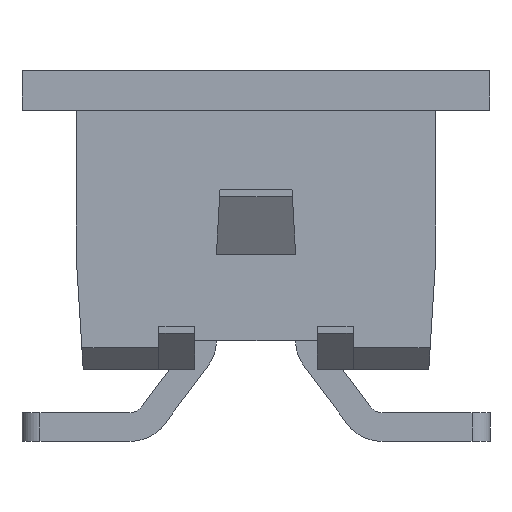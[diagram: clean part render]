
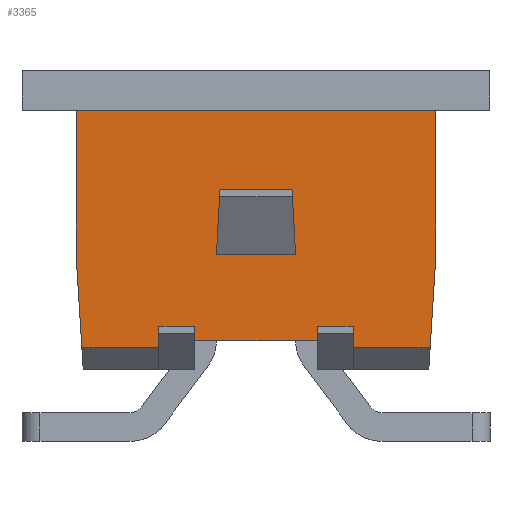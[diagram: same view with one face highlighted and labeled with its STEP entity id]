
A CAD part, left-side view. The second image highlights one B-rep face of the part: STEP entity #3365.
In plain terms, the highlighted planar face has unit normal (-1, 0, 0).
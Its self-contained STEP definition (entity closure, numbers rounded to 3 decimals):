
#183=ORIENTED_EDGE('',*,*,#1147,.T.);
#184=ORIENTED_EDGE('',*,*,#1127,.T.);
#185=ORIENTED_EDGE('',*,*,#1148,.F.);
#186=ORIENTED_EDGE('',*,*,#1135,.F.);
#187=ORIENTED_EDGE('',*,*,#1149,.T.);
#188=ORIENTED_EDGE('',*,*,#1150,.T.);
#189=ORIENTED_EDGE('',*,*,#1151,.F.);
#190=ORIENTED_EDGE('',*,*,#1152,.T.);
#191=ORIENTED_EDGE('',*,*,#1153,.F.);
#192=ORIENTED_EDGE('',*,*,#1154,.F.);
#193=ORIENTED_EDGE('',*,*,#1155,.T.);
#194=ORIENTED_EDGE('',*,*,#1156,.T.);
#195=ORIENTED_EDGE('',*,*,#1157,.F.);
#196=ORIENTED_EDGE('',*,*,#1158,.F.);
#197=ORIENTED_EDGE('',*,*,#1159,.F.);
#198=ORIENTED_EDGE('',*,*,#1160,.T.);
#199=ORIENTED_EDGE('',*,*,#1161,.T.);
#200=ORIENTED_EDGE('',*,*,#1162,.T.);
#1127=EDGE_CURVE('',#1607,#1608,#1939,.T.);
#1135=EDGE_CURVE('',#1613,#1614,#1947,.T.);
#1147=EDGE_CURVE('',#1613,#1607,#1959,.T.);
#1148=EDGE_CURVE('',#1614,#1608,#1960,.T.);
#1149=EDGE_CURVE('',#1623,#1624,#1961,.T.);
#1150=EDGE_CURVE('',#1624,#1625,#1962,.T.);
#1151=EDGE_CURVE('',#1626,#1625,#1963,.T.);
#1152=EDGE_CURVE('',#1626,#1627,#1964,.T.);
#1153=EDGE_CURVE('',#1628,#1627,#1965,.T.);
#1154=EDGE_CURVE('',#1629,#1628,#1966,.T.);
#1155=EDGE_CURVE('',#1629,#1630,#1967,.T.);
#1156=EDGE_CURVE('',#1630,#1631,#1968,.T.);
#1157=EDGE_CURVE('',#1632,#1631,#1969,.T.);
#1158=EDGE_CURVE('',#1633,#1632,#1970,.T.);
#1159=EDGE_CURVE('',#1634,#1633,#1971,.T.);
#1160=EDGE_CURVE('',#1634,#1635,#1972,.T.);
#1161=EDGE_CURVE('',#1635,#1636,#1973,.T.);
#1162=EDGE_CURVE('',#1636,#1623,#1974,.T.);
#1607=VERTEX_POINT('',#4763);
#1608=VERTEX_POINT('',#4764);
#1613=VERTEX_POINT('',#4778);
#1614=VERTEX_POINT('',#4780);
#1623=VERTEX_POINT('',#4807);
#1624=VERTEX_POINT('',#4808);
#1625=VERTEX_POINT('',#4810);
#1626=VERTEX_POINT('',#4812);
#1627=VERTEX_POINT('',#4814);
#1628=VERTEX_POINT('',#4816);
#1629=VERTEX_POINT('',#4818);
#1630=VERTEX_POINT('',#4820);
#1631=VERTEX_POINT('',#4822);
#1632=VERTEX_POINT('',#4824);
#1633=VERTEX_POINT('',#4826);
#1634=VERTEX_POINT('',#4828);
#1635=VERTEX_POINT('',#4830);
#1636=VERTEX_POINT('',#4832);
#1939=LINE('',#4762,#2401);
#1947=LINE('',#4779,#2409);
#1959=LINE('',#4804,#2421);
#1960=LINE('',#4805,#2422);
#1961=LINE('',#4806,#2423);
#1962=LINE('',#4809,#2424);
#1963=LINE('',#4811,#2425);
#1964=LINE('',#4813,#2426);
#1965=LINE('',#4815,#2427);
#1966=LINE('',#4817,#2428);
#1967=LINE('',#4819,#2429);
#1968=LINE('',#4821,#2430);
#1969=LINE('',#4823,#2431);
#1970=LINE('',#4825,#2432);
#1971=LINE('',#4827,#2433);
#1972=LINE('',#4829,#2434);
#1973=LINE('',#4831,#2435);
#1974=LINE('',#4833,#2436);
#2401=VECTOR('',#3854,1000.);
#2409=VECTOR('',#3866,1000.);
#2421=VECTOR('',#3886,1000.);
#2422=VECTOR('',#3887,1000.);
#2423=VECTOR('',#3888,1000.);
#2424=VECTOR('',#3889,1000.);
#2425=VECTOR('',#3890,1000.);
#2426=VECTOR('',#3891,1000.);
#2427=VECTOR('',#3892,1000.);
#2428=VECTOR('',#3893,1000.);
#2429=VECTOR('',#3894,1000.);
#2430=VECTOR('',#3895,1000.);
#2431=VECTOR('',#3896,1000.);
#2432=VECTOR('',#3897,1000.);
#2433=VECTOR('',#3898,1000.);
#2434=VECTOR('',#3899,1000.);
#2435=VECTOR('',#3900,1000.);
#2436=VECTOR('',#3901,1000.);
#2829=EDGE_LOOP('',(#183,#184,#185,#186));
#2830=EDGE_LOOP('',(#187,#188,#189,#190,#191,#192,#193,#194,#195,#196,#197,
#198,#199,#200));
#3017=FACE_BOUND('',#2829,.T.);
#3018=FACE_BOUND('',#2830,.T.);
#3205=PLANE('',#3577);
#3365=ADVANCED_FACE('',(#3017,#3018),#3205,.F.);
#3577=AXIS2_PLACEMENT_3D('',#4803,#3884,#3885);
#3854=DIRECTION('',(0.,1.,0.));
#3866=DIRECTION('',(0.,1.,0.));
#3884=DIRECTION('',(1.,0.,0.));
#3885=DIRECTION('',(0.,0.,-1.));
#3886=DIRECTION('',(0.,-0.055,-0.998));
#3887=DIRECTION('',(0.,0.055,-0.998));
#3888=DIRECTION('',(0.,0.,1.));
#3889=DIRECTION('',(0.,-1.,0.));
#3890=DIRECTION('',(0.,0.,1.));
#3891=DIRECTION('',(0.,-1.,0.));
#3892=DIRECTION('',(0.,0.,-1.));
#3893=DIRECTION('',(0.,1.,0.));
#3894=DIRECTION('',(0.,0.,-1.));
#3895=DIRECTION('',(0.,-1.,0.));
#3896=DIRECTION('',(0.,0.062,-0.998));
#3897=DIRECTION('',(0.,0.,-1.));
#3898=DIRECTION('',(0.,-1.,0.));
#3899=DIRECTION('',(0.,0.,-1.));
#3900=DIRECTION('',(0.,-0.062,-0.998));
#3901=DIRECTION('',(0.,-1.,0.));
#4762=CARTESIAN_POINT('',(-4.825,-0.55,1.6));
#4763=CARTESIAN_POINT('',(-4.825,-0.55,1.6));
#4764=CARTESIAN_POINT('',(-4.825,0.55,1.6));
#4778=CARTESIAN_POINT('',(-4.825,-0.5,2.5));
#4779=CARTESIAN_POINT('',(-4.825,-0.55,2.5));
#4780=CARTESIAN_POINT('',(-4.825,0.5,2.5));
#4803=CARTESIAN_POINT('',(-4.825,2.5,3.6));
#4804=CARTESIAN_POINT('',(-4.825,-0.5,2.5));
#4805=CARTESIAN_POINT('',(-4.825,0.5,2.5));
#4806=CARTESIAN_POINT('',(-4.825,1.35,0.3));
#4807=CARTESIAN_POINT('',(-4.825,1.35,0.3));
#4808=CARTESIAN_POINT('',(-4.825,1.35,0.6));
#4809=CARTESIAN_POINT('',(-4.825,1.35,0.6));
#4810=CARTESIAN_POINT('',(-4.825,0.85,0.6));
#4811=CARTESIAN_POINT('',(-4.825,0.85,0.3));
#4812=CARTESIAN_POINT('',(-4.825,0.85,0.4));
#4813=CARTESIAN_POINT('',(-4.825,2.5,0.4));
#4814=CARTESIAN_POINT('',(-4.825,-0.85,0.4));
#4815=CARTESIAN_POINT('',(-4.825,-0.85,0.6));
#4816=CARTESIAN_POINT('',(-4.825,-0.85,0.6));
#4817=CARTESIAN_POINT('',(-4.825,-1.35,0.6));
#4818=CARTESIAN_POINT('',(-4.825,-1.35,0.6));
#4819=CARTESIAN_POINT('',(-4.825,-1.35,0.6));
#4820=CARTESIAN_POINT('',(-4.825,-1.35,0.3));
#4821=CARTESIAN_POINT('',(-4.825,2.5,0.3));
#4822=CARTESIAN_POINT('',(-4.825,-2.419,0.3));
#4823=CARTESIAN_POINT('',(-4.825,-2.605,3.281));
#4824=CARTESIAN_POINT('',(-4.825,-2.5,1.6));
#4825=CARTESIAN_POINT('',(-4.825,-2.5,3.6));
#4826=CARTESIAN_POINT('',(-4.825,-2.5,3.6));
#4827=CARTESIAN_POINT('',(-4.825,2.5,3.6));
#4828=CARTESIAN_POINT('',(-4.825,2.5,3.6));
#4829=CARTESIAN_POINT('',(-4.825,2.5,3.6));
#4830=CARTESIAN_POINT('',(-4.825,2.5,1.6));
#4831=CARTESIAN_POINT('',(-4.825,2.625,3.592));
#4832=CARTESIAN_POINT('',(-4.825,2.419,0.3));
#4833=CARTESIAN_POINT('',(-4.825,2.5,0.3));
